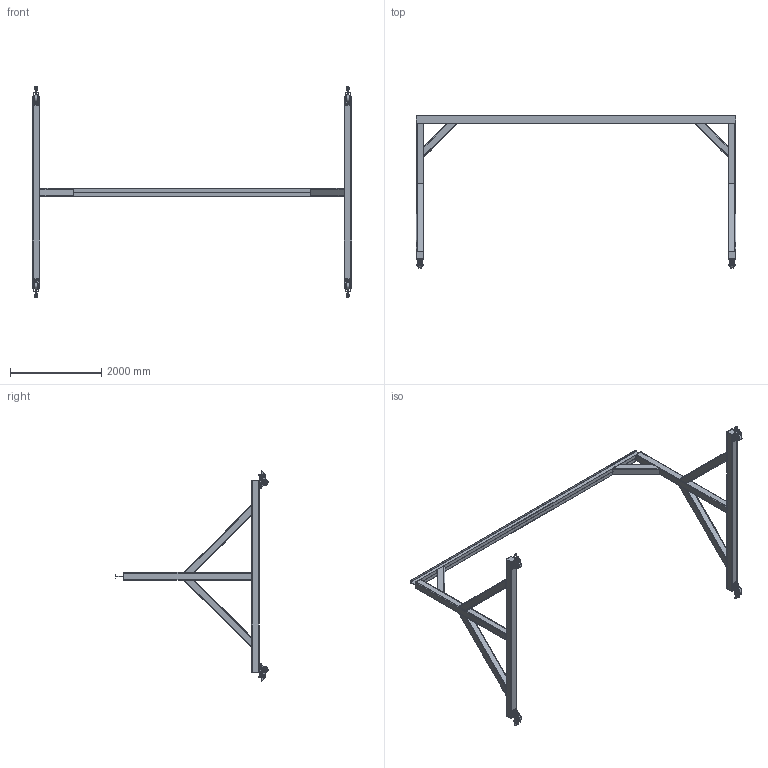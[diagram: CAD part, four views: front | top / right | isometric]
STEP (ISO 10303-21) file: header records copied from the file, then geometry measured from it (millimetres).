
FILE_DESCRIPTION(('FreeCAD Model'),'2;1');
FILE_NAME('Open CASCADE Shape Model','2025-05-01T06:04:34',('FreeCAD'),( 'FreeCAD'),'Open CASCADE STEP processor 7.6','FreeCAD','Unknown');
FILE_SCHEMA(('AUTOMOTIVE_DESIGN { 1 0 10303 214 1 1 1 1 }'));
Products named in the file (1): Open CASCADE STEP translator 7.6 1
Bounding box: 6991.77 x 3337.69 x 4599.87 mm (x, y, z)
Volume: 109407634.6 mm3; surface area: 37745789.1 mm2
Topology: 111 solids, 111 shells, 4210 faces, 10996 edges, 7024 vertices
Faces by surface type: bspline 4210
Entity records: 174138 total; most frequent: CARTESIAN_POINT 114637, ORIENTED_EDGE 21928, EDGE_CURVE 10964, VERTEX_POINT 7024, B_SPLINE_CURVE_WITH_KNOTS 5424, FACE_BOUND 4470, EDGE_LOOP 4470, ADVANCED_FACE 4210
